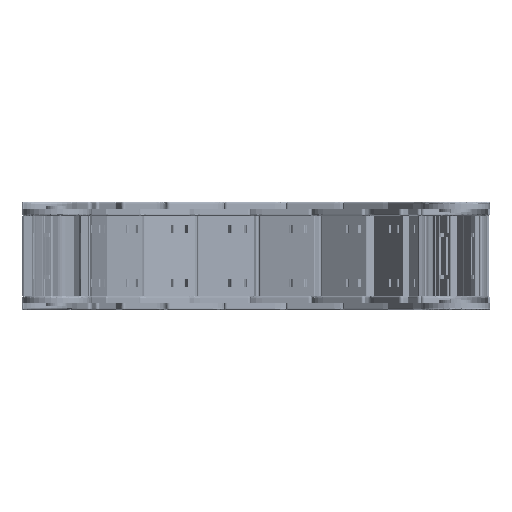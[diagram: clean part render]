
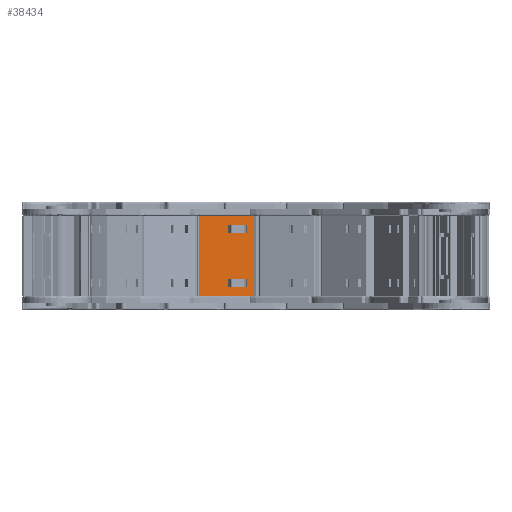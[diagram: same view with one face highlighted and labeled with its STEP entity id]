
A CAD part, left-side view. The second image highlights one B-rep face of the part: STEP entity #38434.
In plain terms, the highlighted face is planar.
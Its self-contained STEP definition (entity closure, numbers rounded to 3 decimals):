
#203 = VECTOR ( 'NONE', #2450, 1000. ) ;
#1725 = VERTEX_POINT ( 'NONE', #6084 ) ;
#1857 = CARTESIAN_POINT ( 'NONE',  ( -4.593, 70.399, -32.166 ) ) ;
#1950 = VERTEX_POINT ( 'NONE', #35874 ) ;
#2450 = DIRECTION ( 'NONE',  ( 0., 0., -1. ) ) ;
#2602 = DIRECTION ( 'NONE',  ( 1., 0., 0. ) ) ;
#3149 = FACE_BOUND ( 'NONE', #8739, .T. ) ;
#3383 = CARTESIAN_POINT ( 'NONE',  ( -4.593, 70.399, 160.053 ) ) ;
#3624 = DIRECTION ( 'NONE',  ( 0., 0., 1. ) ) ;
#3902 = VECTOR ( 'NONE', #35796, 1000. ) ;
#4093 = EDGE_CURVE ( 'NONE', #19870, #21965, #14505, .T. ) ;
#5265 = CARTESIAN_POINT ( 'NONE',  ( -46.293, 70.399, 28.434 ) ) ;
#5719 = CARTESIAN_POINT ( 'NONE',  ( -41.073, 70.399, 15.384 ) ) ;
#5748 = CARTESIAN_POINT ( 'NONE',  ( -4.593, 70.399, 160.053 ) ) ;
#6084 = CARTESIAN_POINT ( 'NONE',  ( -46.293, 70.399, -32.166 ) ) ;
#6737 = LINE ( 'NONE', #8626, #11838 ) ;
#6758 = DIRECTION ( 'NONE',  ( 0., 0., -1. ) ) ;
#7696 = ORIENTED_EDGE ( 'NONE', *, *, #39449, .F. ) ;
#8208 = VERTEX_POINT ( 'NONE', #5265 ) ;
#8267 = FACE_OUTER_BOUND ( 'NONE', #26194, .T. ) ;
#8272 = ORIENTED_EDGE ( 'NONE', *, *, #12747, .F. ) ;
#8626 = CARTESIAN_POINT ( 'NONE',  ( -27.073, 70.399, 15.384 ) ) ;
#8739 = EDGE_LOOP ( 'NONE', ( #29603, #12639, #23759, #18241 ) ) ;
#9277 = CARTESIAN_POINT ( 'NONE',  ( -41.073, 70.399, -25.416 ) ) ;
#9558 = LINE ( 'NONE', #13587, #38488 ) ;
#9755 = LINE ( 'NONE', #22059, #34625 ) ;
#10166 = AXIS2_PLACEMENT_3D ( 'NONE', #3383, #12673, #42172 ) ;
#10318 = EDGE_CURVE ( 'NONE', #14646, #26417, #25210, .T. ) ;
#10804 = ORIENTED_EDGE ( 'NONE', *, *, #25263, .T. ) ;
#11092 = CARTESIAN_POINT ( 'NONE',  ( -4.593, 70.399, 28.434 ) ) ;
#11462 = VECTOR ( 'NONE', #3624, 1000. ) ;
#11838 = VECTOR ( 'NONE', #40529, 1000. ) ;
#12639 = ORIENTED_EDGE ( 'NONE', *, *, #32016, .F. ) ;
#12673 = DIRECTION ( 'NONE',  ( 0., 1., 0. ) ) ;
#12747 = EDGE_CURVE ( 'NONE', #1950, #15462, #17511, .T. ) ;
#13247 = CARTESIAN_POINT ( 'NONE',  ( -41.073, 70.399, -25.416 ) ) ;
#13587 = CARTESIAN_POINT ( 'NONE',  ( -41.073, 70.399, 21.684 ) ) ;
#13753 = LINE ( 'NONE', #1857, #33546 ) ;
#14505 = LINE ( 'NONE', #16851, #11462 ) ;
#14646 = VERTEX_POINT ( 'NONE', #23621 ) ;
#14903 = EDGE_CURVE ( 'NONE', #32754, #18082, #6737, .T. ) ;
#15462 = VERTEX_POINT ( 'NONE', #15634 ) ;
#15634 = CARTESIAN_POINT ( 'NONE',  ( -4.593, 70.399, -32.166 ) ) ;
#15866 = VECTOR ( 'NONE', #39618, 1000. ) ;
#16851 = CARTESIAN_POINT ( 'NONE',  ( -27.073, 70.399, -19.116 ) ) ;
#17511 = LINE ( 'NONE', #5748, #203 ) ;
#17757 = EDGE_CURVE ( 'NONE', #18082, #19578, #24791, .T. ) ;
#18082 = VERTEX_POINT ( 'NONE', #32531 ) ;
#18241 = ORIENTED_EDGE ( 'NONE', *, *, #14903, .F. ) ;
#18522 = ORIENTED_EDGE ( 'NONE', *, *, #40750, .F. ) ;
#18818 = ORIENTED_EDGE ( 'NONE', *, *, #10318, .F. ) ;
#19452 = DIRECTION ( 'NONE',  ( -1., 0., 0. ) ) ;
#19578 = VERTEX_POINT ( 'NONE', #28227 ) ;
#19870 = VERTEX_POINT ( 'NONE', #32908 ) ;
#20450 = CARTESIAN_POINT ( 'NONE',  ( -27.073, 70.399, -19.116 ) ) ;
#20468 = ORIENTED_EDGE ( 'NONE', *, *, #37589, .F. ) ;
#21965 = VERTEX_POINT ( 'NONE', #20450 ) ;
#22059 = CARTESIAN_POINT ( 'NONE',  ( -41.073, 70.399, 15.384 ) ) ;
#22661 = VECTOR ( 'NONE', #35230, 1000. ) ;
#23532 = VECTOR ( 'NONE', #41460, 1000. ) ;
#23621 = CARTESIAN_POINT ( 'NONE',  ( -41.073, 70.399, -19.116 ) ) ;
#23700 = ORIENTED_EDGE ( 'NONE', *, *, #29506, .T. ) ;
#23759 = ORIENTED_EDGE ( 'NONE', *, *, #17757, .F. ) ;
#23940 = LINE ( 'NONE', #11092, #15866 ) ;
#24791 = LINE ( 'NONE', #41622, #37978 ) ;
#25210 = LINE ( 'NONE', #9277, #22661 ) ;
#25263 = EDGE_CURVE ( 'NONE', #8208, #1725, #32907, .T. ) ;
#25293 = EDGE_LOOP ( 'NONE', ( #18818, #20468, #33706, #18522 ) ) ;
#25426 = CARTESIAN_POINT ( 'NONE',  ( -27.073, 70.399, 15.384 ) ) ;
#25438 = DIRECTION ( 'NONE',  ( 1., 0., 0. ) ) ;
#26194 = EDGE_LOOP ( 'NONE', ( #10804, #23700, #8272, #7696 ) ) ;
#26255 = VERTEX_POINT ( 'NONE', #5719 ) ;
#26417 = VERTEX_POINT ( 'NONE', #13247 ) ;
#28227 = CARTESIAN_POINT ( 'NONE',  ( -41.073, 70.399, 21.684 ) ) ;
#29506 = EDGE_CURVE ( 'NONE', #1725, #15462, #13753, .T. ) ;
#29603 = ORIENTED_EDGE ( 'NONE', *, *, #40226, .F. ) ;
#29630 = LINE ( 'NONE', #31249, #23532 ) ;
#31173 = LINE ( 'NONE', #32009, #40861 ) ;
#31249 = CARTESIAN_POINT ( 'NONE',  ( -41.073, 70.399, -19.116 ) ) ;
#32009 = CARTESIAN_POINT ( 'NONE',  ( -27.073, 70.399, -25.416 ) ) ;
#32016 = EDGE_CURVE ( 'NONE', #19578, #26255, #9558, .T. ) ;
#32276 = CARTESIAN_POINT ( 'NONE',  ( -46.293, 70.399, 160.053 ) ) ;
#32531 = CARTESIAN_POINT ( 'NONE',  ( -27.073, 70.399, 21.684 ) ) ;
#32754 = VERTEX_POINT ( 'NONE', #25426 ) ;
#32907 = LINE ( 'NONE', #32276, #3902 ) ;
#32908 = CARTESIAN_POINT ( 'NONE',  ( -27.073, 70.399, -25.416 ) ) ;
#33546 = VECTOR ( 'NONE', #40941, 1000. ) ;
#33706 = ORIENTED_EDGE ( 'NONE', *, *, #4093, .F. ) ;
#34625 = VECTOR ( 'NONE', #2602, 1000. ) ;
#35230 = DIRECTION ( 'NONE',  ( 0., 0., -1. ) ) ;
#35796 = DIRECTION ( 'NONE',  ( 0., 0., -1. ) ) ;
#35874 = CARTESIAN_POINT ( 'NONE',  ( -4.593, 70.399, 28.434 ) ) ;
#37589 = EDGE_CURVE ( 'NONE', #21965, #14646, #29630, .T. ) ;
#37978 = VECTOR ( 'NONE', #19452, 1000. ) ;
#38434 = ADVANCED_FACE ( 'NONE', ( #8267, #3149, #40747 ), #38758, .F. ) ;
#38488 = VECTOR ( 'NONE', #6758, 1000. ) ;
#38758 = PLANE ( 'NONE',  #10166 ) ;
#39449 = EDGE_CURVE ( 'NONE', #8208, #1950, #23940, .T. ) ;
#39618 = DIRECTION ( 'NONE',  ( 1., 0., 0. ) ) ;
#40226 = EDGE_CURVE ( 'NONE', #26255, #32754, #9755, .T. ) ;
#40529 = DIRECTION ( 'NONE',  ( 0., 0., 1. ) ) ;
#40747 = FACE_BOUND ( 'NONE', #25293, .T. ) ;
#40750 = EDGE_CURVE ( 'NONE', #26417, #19870, #31173, .T. ) ;
#40861 = VECTOR ( 'NONE', #25438, 1000. ) ;
#40941 = DIRECTION ( 'NONE',  ( 1., 0., 0. ) ) ;
#41460 = DIRECTION ( 'NONE',  ( -1., 0., 0. ) ) ;
#41622 = CARTESIAN_POINT ( 'NONE',  ( -27.073, 70.399, 21.684 ) ) ;
#42172 = DIRECTION ( 'NONE',  ( 0., 0., -1. ) ) ;
